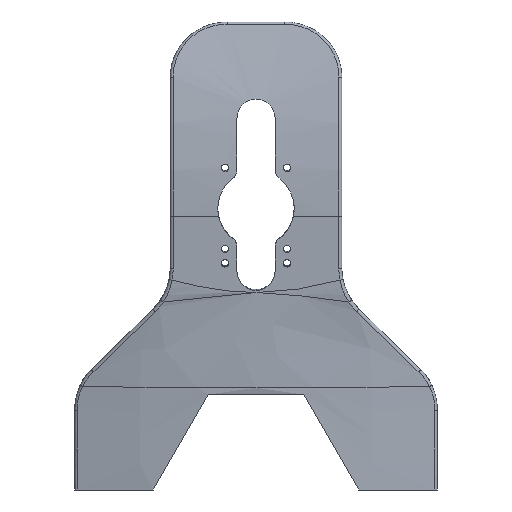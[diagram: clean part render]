
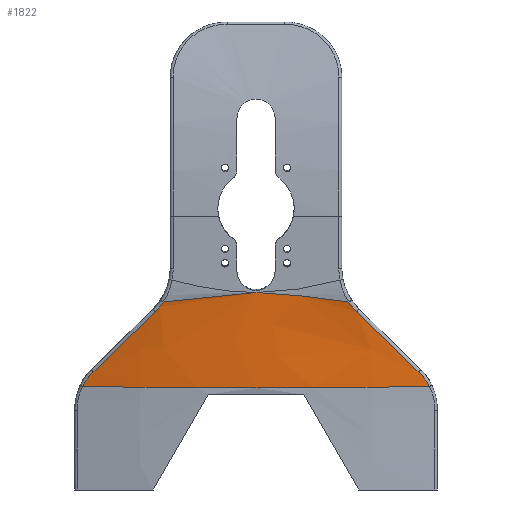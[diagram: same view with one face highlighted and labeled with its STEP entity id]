
A CAD part, front view. The second image highlights one B-rep face of the part: STEP entity #1822.
In plain terms, the highlighted free-form (B-spline) face has degree [3, 3] with [5, 4] control points.
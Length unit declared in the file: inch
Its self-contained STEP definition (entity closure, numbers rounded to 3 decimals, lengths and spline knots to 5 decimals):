
#94=B_SPLINE_SURFACE_WITH_KNOTS('',3,3,((#4631,#4632,#4633,#4634),(#4635,
#4636,#4637,#4638),(#4639,#4640,#4641,#4642),(#4643,#4644,#4645,#4646),
(#4647,#4648,#4649,#4650)),.UNSPECIFIED.,.F.,.F.,.F.,(4,1,4),(4,4),(0.01087,
0.43012,0.98913),(0.,1.),
 .UNSPECIFIED.);
#228=CIRCLE('',#2027,22.8125);
#229=CIRCLE('',#2028,22.8125);
#337=FACE_OUTER_BOUND('',#458,.T.);
#458=EDGE_LOOP('',(#1673,#1674,#1675,#1676,#1677,#1678,#1679,#1680,#1681,
#1682,#1683,#1684));
#620=B_SPLINE_CURVE_WITH_KNOTS('',3,(#3204,#3205,#3206,#3207),
 .UNSPECIFIED.,.F.,.F.,(4,4),(0.00025,1.21202),
 .UNSPECIFIED.);
#624=B_SPLINE_CURVE_WITH_KNOTS('',3,(#3273,#3274,#3275,#3276),
 .UNSPECIFIED.,.F.,.F.,(4,4),(0.,5.8774),
 .UNSPECIFIED.);
#626=B_SPLINE_CURVE_WITH_KNOTS('',3,(#3304,#3305,#3306,#3307),
 .UNSPECIFIED.,.F.,.F.,(4,4),(0.,0.84176),.UNSPECIFIED.);
#635=B_SPLINE_CURVE_WITH_KNOTS('',3,(#3537,#3538,#3539,#3540),
 .UNSPECIFIED.,.F.,.F.,(4,4),(-0.84176,0.),.UNSPECIFIED.);
#637=B_SPLINE_CURVE_WITH_KNOTS('',3,(#3568,#3569,#3570,#3571),
 .UNSPECIFIED.,.F.,.F.,(4,4),(-5.8774,0.),.UNSPECIFIED.);
#640=B_SPLINE_CURVE_WITH_KNOTS('',3,(#3604,#3605,#3606,#3607),
 .UNSPECIFIED.,.F.,.F.,(4,4),(0.,1.21177),.UNSPECIFIED.);
#644=B_SPLINE_CURVE_WITH_KNOTS('',3,(#3672,#3673,#3674,#3675),
 .UNSPECIFIED.,.F.,.F.,(4,4),(0.,0.00107),.UNSPECIFIED.);
#647=B_SPLINE_CURVE_WITH_KNOTS('',3,(#3709,#3710,#3711,#3712),
 .UNSPECIFIED.,.F.,.F.,(4,4),(0.3552,0.35559),
 .UNSPECIFIED.);
#674=B_SPLINE_CURVE_WITH_KNOTS('',3,(#4389,#4390,#4391,#4392,#4393,#4394,
#4395,#4396,#4397),.UNSPECIFIED.,.F.,.F.,(4,2,1,1,1,4),(-6.44236,
-6.38894,-5.22816,-4.06738,-1.74582,-0.58505),
 .UNSPECIFIED.);
#675=B_SPLINE_CURVE_WITH_KNOTS('',3,(#4434,#4435,#4436,#4437,#4438,#4439,
#4440,#4441,#4442),.UNSPECIFIED.,.F.,.F.,(4,1,1,1,2,4),(-5.80389,
-3.48233,-2.32156,-1.16078,0.,0.05343),
 .UNSPECIFIED.);
#770=VERTEX_POINT('',#3202);
#771=VERTEX_POINT('',#3203);
#774=VERTEX_POINT('',#3266);
#776=VERTEX_POINT('',#3297);
#798=VERTEX_POINT('',#3505);
#800=VERTEX_POINT('',#3536);
#802=VERTEX_POINT('',#3567);
#805=VERTEX_POINT('',#3603);
#807=VERTEX_POINT('',#3667);
#809=VERTEX_POINT('',#3700);
#838=VERTEX_POINT('',#4379);
#855=VERTEX_POINT('',#4651);
#974=EDGE_CURVE('',#770,#771,#620,.T.);
#980=EDGE_CURVE('',#771,#774,#624,.T.);
#983=EDGE_CURVE('',#774,#776,#626,.T.);
#1017=EDGE_CURVE('',#798,#800,#635,.T.);
#1020=EDGE_CURVE('',#800,#802,#637,.T.);
#1024=EDGE_CURVE('',#802,#805,#640,.T.);
#1030=EDGE_CURVE('',#807,#770,#644,.T.);
#1035=EDGE_CURVE('',#805,#809,#647,.T.);
#1099=EDGE_CURVE('',#838,#798,#674,.T.);
#1100=EDGE_CURVE('',#776,#838,#675,.T.);
#1134=EDGE_CURVE('',#807,#855,#228,.T.);
#1135=EDGE_CURVE('',#855,#809,#229,.T.);
#1673=ORIENTED_EDGE('',*,*,#1030,.F.);
#1674=ORIENTED_EDGE('',*,*,#1134,.T.);
#1675=ORIENTED_EDGE('',*,*,#1135,.T.);
#1676=ORIENTED_EDGE('',*,*,#1035,.F.);
#1677=ORIENTED_EDGE('',*,*,#1024,.F.);
#1678=ORIENTED_EDGE('',*,*,#1020,.F.);
#1679=ORIENTED_EDGE('',*,*,#1017,.F.);
#1680=ORIENTED_EDGE('',*,*,#1099,.F.);
#1681=ORIENTED_EDGE('',*,*,#1100,.F.);
#1682=ORIENTED_EDGE('',*,*,#983,.F.);
#1683=ORIENTED_EDGE('',*,*,#980,.F.);
#1684=ORIENTED_EDGE('',*,*,#974,.F.);
#1822=ADVANCED_FACE('',(#337),#94,.F.);
#2027=AXIS2_PLACEMENT_3D('',#4652,#2452,#2453);
#2028=AXIS2_PLACEMENT_3D('',#4653,#2454,#2455);
#2452=DIRECTION('center_axis',(0.,-0.07,0.998));
#2453=DIRECTION('ref_axis',(-0.208,-0.976,-0.068));
#2454=DIRECTION('center_axis',(0.,-0.07,0.998));
#2455=DIRECTION('ref_axis',(-0.208,-0.976,-0.068));
#3202=CARTESIAN_POINT('',(-4.54434,-0.40809,10.46057));
#3203=CARTESIAN_POINT('',(-4.26978,-0.48732,10.83923));
#3204=CARTESIAN_POINT('Ctrl Pts',(-4.54434,-0.40809,
10.46057));
#3205=CARTESIAN_POINT('Ctrl Pts',(-4.47494,-0.43042,
10.60161));
#3206=CARTESIAN_POINT('Ctrl Pts',(-4.38157,-0.4578,
10.73003));
#3207=CARTESIAN_POINT('Ctrl Pts',(-4.26978,-0.48732,
10.83923));
#3266=CARTESIAN_POINT('',(-2.63914,-0.91106,12.4261));
#3273=CARTESIAN_POINT('Ctrl Pts',(-4.26978,-0.48732,
10.83923));
#3274=CARTESIAN_POINT('Ctrl Pts',(-3.72756,-0.63051,11.36889));
#3275=CARTESIAN_POINT('Ctrl Pts',(-3.18472,-0.77321,
11.89807));
#3276=CARTESIAN_POINT('Ctrl Pts',(-2.63914,-0.91106,
12.4261));
#3297=CARTESIAN_POINT('',(-2.43028,-0.9735,12.67422));
#3304=CARTESIAN_POINT('Ctrl Pts',(-2.63914,-0.91106,
12.4261));
#3305=CARTESIAN_POINT('Ctrl Pts',(-2.56101,-0.9308,12.50172));
#3306=CARTESIAN_POINT('Ctrl Pts',(-2.49089,-0.95125,
12.58519));
#3307=CARTESIAN_POINT('Ctrl Pts',(-2.43028,-0.9735,
12.67422));
#3505=CARTESIAN_POINT('',(2.43028,-0.9735,12.67422));
#3536=CARTESIAN_POINT('',(2.63914,-0.91106,12.4261));
#3537=CARTESIAN_POINT('Ctrl Pts',(2.43028,-0.9735,12.67422));
#3538=CARTESIAN_POINT('Ctrl Pts',(2.49089,-0.95125,12.58519));
#3539=CARTESIAN_POINT('Ctrl Pts',(2.56101,-0.9308,12.50172));
#3540=CARTESIAN_POINT('Ctrl Pts',(2.63914,-0.91106,12.4261));
#3567=CARTESIAN_POINT('',(4.26978,-0.48732,10.83923));
#3568=CARTESIAN_POINT('Ctrl Pts',(2.63914,-0.91106,12.4261));
#3569=CARTESIAN_POINT('Ctrl Pts',(3.18472,-0.77321,11.89807));
#3570=CARTESIAN_POINT('Ctrl Pts',(3.72756,-0.63051,11.36889));
#3571=CARTESIAN_POINT('Ctrl Pts',(4.26978,-0.48732,10.83923));
#3603=CARTESIAN_POINT('',(4.54434,-0.40809,10.46057));
#3604=CARTESIAN_POINT('Ctrl Pts',(4.26978,-0.48732,10.83923));
#3605=CARTESIAN_POINT('Ctrl Pts',(4.38157,-0.4578,10.73003));
#3606=CARTESIAN_POINT('Ctrl Pts',(4.47494,-0.43042,10.60161));
#3607=CARTESIAN_POINT('Ctrl Pts',(4.54434,-0.40809,10.46057));
#3667=CARTESIAN_POINT('',(-4.54394,-0.40816,10.46048));
#3672=CARTESIAN_POINT('Ctrl Pts',(-4.54394,-0.40816,
10.46048));
#3673=CARTESIAN_POINT('Ctrl Pts',(-4.54408,-0.40813,
10.46048));
#3674=CARTESIAN_POINT('Ctrl Pts',(-4.54421,-0.40811,
10.46051));
#3675=CARTESIAN_POINT('Ctrl Pts',(-4.54434,-0.40809,
10.46057));
#3700=CARTESIAN_POINT('',(4.54394,-0.40816,10.46048));
#3709=CARTESIAN_POINT('Ctrl Pts',(4.54434,-0.40809,10.46057));
#3710=CARTESIAN_POINT('Ctrl Pts',(4.54421,-0.40811,10.46051));
#3711=CARTESIAN_POINT('Ctrl Pts',(4.54408,-0.40813,10.46048));
#3712=CARTESIAN_POINT('Ctrl Pts',(4.54394,-0.40816,10.46048));
#4379=CARTESIAN_POINT('',(0.,-1.03857,12.9225));
#4389=CARTESIAN_POINT('Ctrl Pts',(0.,-1.03857,
12.9225));
#4390=CARTESIAN_POINT('Ctrl Pts',(0.00701,-1.03857,
12.9225));
#4391=CARTESIAN_POINT('Ctrl Pts',(0.01402,-1.03856,
12.92249));
#4392=CARTESIAN_POINT('Ctrl Pts',(0.17337,-1.03853,12.92196));
#4393=CARTESIAN_POINT('Ctrl Pts',(0.47866,-1.03773,12.90972));
#4394=CARTESIAN_POINT('Ctrl Pts',(1.10461,-1.03171,12.84775));
#4395=CARTESIAN_POINT('Ctrl Pts',(1.75867,-1.01337,12.75821));
#4396=CARTESIAN_POINT('Ctrl Pts',(2.26201,-0.98475,12.69476));
#4397=CARTESIAN_POINT('Ctrl Pts',(2.43028,-0.9735,12.67422));
#4434=CARTESIAN_POINT('Ctrl Pts',(-2.43028,-0.9735,
12.67422));
#4435=CARTESIAN_POINT('Ctrl Pts',(-2.09374,-0.996,
12.71529));
#4436=CARTESIAN_POINT('Ctrl Pts',(-1.59248,-1.01911,12.78228));
#4437=CARTESIAN_POINT('Ctrl Pts',(-0.94827,-1.03315,
12.86354));
#4438=CARTESIAN_POINT('Ctrl Pts',(-0.47858,-1.03776,12.90957));
#4439=CARTESIAN_POINT('Ctrl Pts',(-0.17338,-1.03853,
12.92197));
#4440=CARTESIAN_POINT('Ctrl Pts',(-0.01402,-1.03856,
12.92249));
#4441=CARTESIAN_POINT('Ctrl Pts',(-0.00701,-1.03857,
12.9225));
#4442=CARTESIAN_POINT('Ctrl Pts',(0.,-1.03857,
12.9225));
#4631=CARTESIAN_POINT('Ctrl Pts',(4.64825,-0.38676,10.46198));
#4632=CARTESIAN_POINT('Ctrl Pts',(3.83254,-0.60403,11.28215));
#4633=CARTESIAN_POINT('Ctrl Pts',(3.01682,-0.8213,12.10233));
#4634=CARTESIAN_POINT('Ctrl Pts',(2.20111,-1.03857,12.9225));
#4635=CARTESIAN_POINT('Ctrl Pts',(3.33887,-0.65861,10.44297));
#4636=CARTESIAN_POINT('Ctrl Pts',(2.74998,-0.78525,11.26948));
#4637=CARTESIAN_POINT('Ctrl Pts',(2.16111,-0.91192,12.09599));
#4638=CARTESIAN_POINT('Ctrl Pts',(1.57222,-1.03857,12.9225));
#4639=CARTESIAN_POINT('Ctrl Pts',(0.22758,-1.02445,10.41739));
#4640=CARTESIAN_POINT('Ctrl Pts',(0.18666,-1.02921,11.25242));
#4641=CARTESIAN_POINT('Ctrl Pts',(0.14574,-1.03381,12.08747));
#4642=CARTESIAN_POINT('Ctrl Pts',(0.10481,-1.03857,12.9225));
#4643=CARTESIAN_POINT('Ctrl Pts',(-2.90241,-0.74923,10.43663));
#4644=CARTESIAN_POINT('Ctrl Pts',(-2.38913,-0.84555,11.26526));
#4645=CARTESIAN_POINT('Ctrl Pts',(-1.87588,-0.94224,
12.09387));
#4646=CARTESIAN_POINT('Ctrl Pts',(-1.36259,-1.03857,12.9225));
#4647=CARTESIAN_POINT('Ctrl Pts',(-4.64825,-0.38676,
10.46198));
#4648=CARTESIAN_POINT('Ctrl Pts',(-3.83254,-0.60403,
11.28215));
#4649=CARTESIAN_POINT('Ctrl Pts',(-3.01682,-0.8213,12.10233));
#4650=CARTESIAN_POINT('Ctrl Pts',(-2.20111,-1.03857,12.9225));
#4651=CARTESIAN_POINT('',(0.,-0.86417,10.42859));
#4652=CARTESIAN_POINT('Origin',(0.,21.89276,
12.01991));
#4653=CARTESIAN_POINT('Origin',(0.,21.89276,
12.01991));
